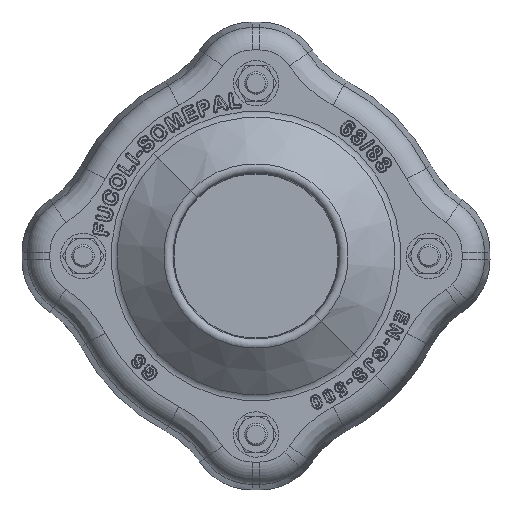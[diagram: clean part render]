
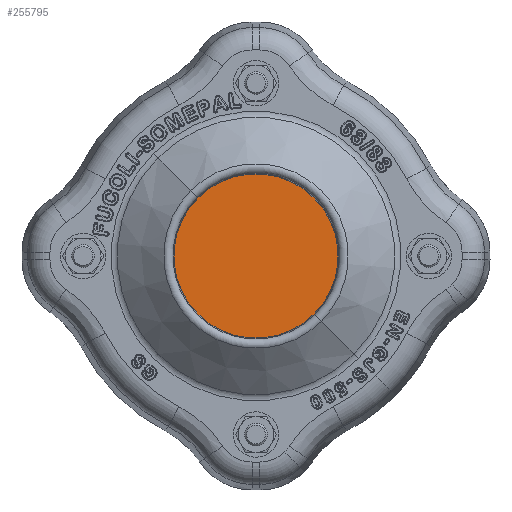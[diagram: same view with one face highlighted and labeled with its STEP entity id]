
A CAD part, left-side view. The second image highlights one B-rep face of the part: STEP entity #255795.
In plain terms, the highlighted planar face has unit normal (-1, 0, 0).
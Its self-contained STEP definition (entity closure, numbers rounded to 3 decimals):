
#13081 = EDGE_LOOP ( 'NONE', ( #185622, #37068 ) ) ;
#35581 = CIRCLE ( 'NONE', #108331, 43.5 ) ;
#37068 = ORIENTED_EDGE ( 'NONE', *, *, #151629, .F. ) ;
#73744 = DIRECTION ( 'NONE',  ( -1., 0., 0. ) ) ;
#75720 = PLANE ( 'NONE',  #197421 ) ;
#103559 = FACE_OUTER_BOUND ( 'NONE', #13081, .T. ) ;
#108331 = AXIS2_PLACEMENT_3D ( 'NONE', #123588, #236008, #193195 ) ;
#113453 = CARTESIAN_POINT ( 'NONE',  ( -137.496, -30.759, -30.759 ) ) ;
#123588 = CARTESIAN_POINT ( 'NONE',  ( -137.496, 0., 0. ) ) ;
#126406 = AXIS2_PLACEMENT_3D ( 'NONE', #164811, #142945, #140983 ) ;
#140983 = DIRECTION ( 'NONE',  ( 0., 0., 1. ) ) ;
#142945 = DIRECTION ( 'NONE',  ( 1., 0., 0. ) ) ;
#151629 = EDGE_CURVE ( 'NONE', #256382, #260121, #35581, .T. ) ;
#164811 = CARTESIAN_POINT ( 'NONE',  ( -137.496, 0., 0. ) ) ;
#165408 = CIRCLE ( 'NONE', #126406, 43.5 ) ;
#185622 = ORIENTED_EDGE ( 'NONE', *, *, #246234, .F. ) ;
#193195 = DIRECTION ( 'NONE',  ( 0., 0., 1. ) ) ;
#197421 = AXIS2_PLACEMENT_3D ( 'NONE', #278700, #73744, #235908 ) ;
#229998 = CARTESIAN_POINT ( 'NONE',  ( -137.496, 30.759, 30.759 ) ) ;
#235908 = DIRECTION ( 'NONE',  ( 0., 0., 1. ) ) ;
#236008 = DIRECTION ( 'NONE',  ( 1., 0., 0. ) ) ;
#246234 = EDGE_CURVE ( 'NONE', #260121, #256382, #165408, .T. ) ;
#255795 = ADVANCED_FACE ( 'NONE', ( #103559 ), #75720, .T. ) ;
#256382 = VERTEX_POINT ( 'NONE', #229998 ) ;
#260121 = VERTEX_POINT ( 'NONE', #113453 ) ;
#278700 = CARTESIAN_POINT ( 'NONE',  ( -137.496, 0., 0. ) ) ;
